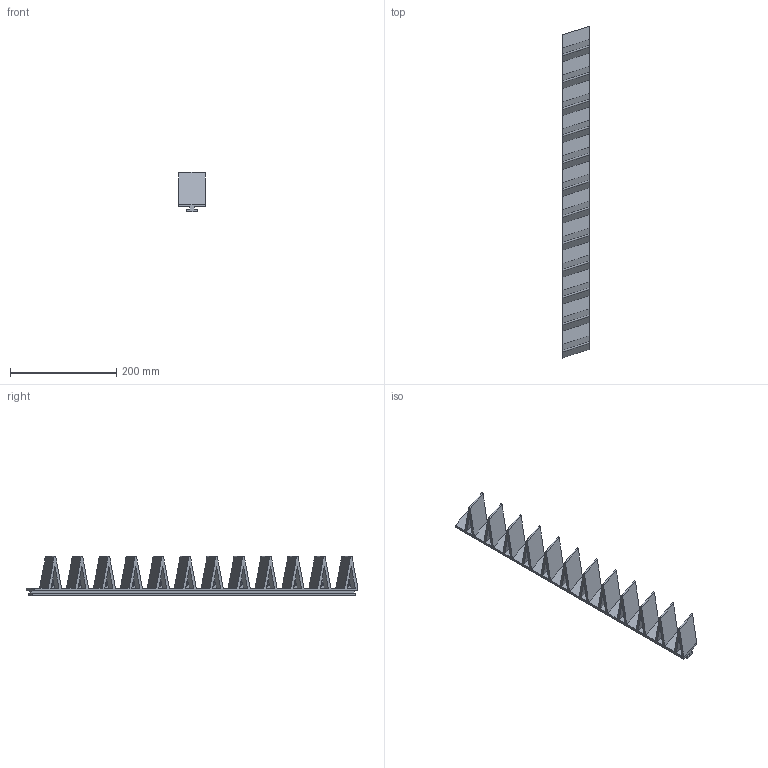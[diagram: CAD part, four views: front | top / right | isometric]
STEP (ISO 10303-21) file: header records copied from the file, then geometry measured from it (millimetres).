
FILE_DESCRIPTION(('CATIA V5 STEP Exchange','CAx-IF Rec.Pracs.--- Composite Materials ---3.4---2017-06-13'),'2;1');
FILE_NAME('DE164 OPPOSITE.stp','2024-01-03T16:17:49+00:00',('none'),('none'),'CATIA Version 5-6 Release 2022 SP3','CATIA V5 STEP AP203 v2','none');
FILE_SCHEMA(('CONFIG_CONTROL_DESIGN'));
Length unit declared in the file: inch
Products named in the file (1): DE164 OPPOSITE
Bounding box: 50.8 x 626.11 x 74.32 mm (x, y, z)
Volume: 564326.3 mm3; surface area: 233803.2 mm2
Topology: 1 solids, 1 shells, 181 faces, 465 edges, 310 vertices
Faces by surface type: plane 145, cylinder 24, extrusion 12
Entity records: 6017 total; most frequent: CARTESIAN_POINT 2041, ORIENTED_EDGE 930, DIRECTION 547, EDGE_CURVE 465, VECTOR 333, LINE 321, VERTEX_POINT 310, EDGE_LOOP 229
